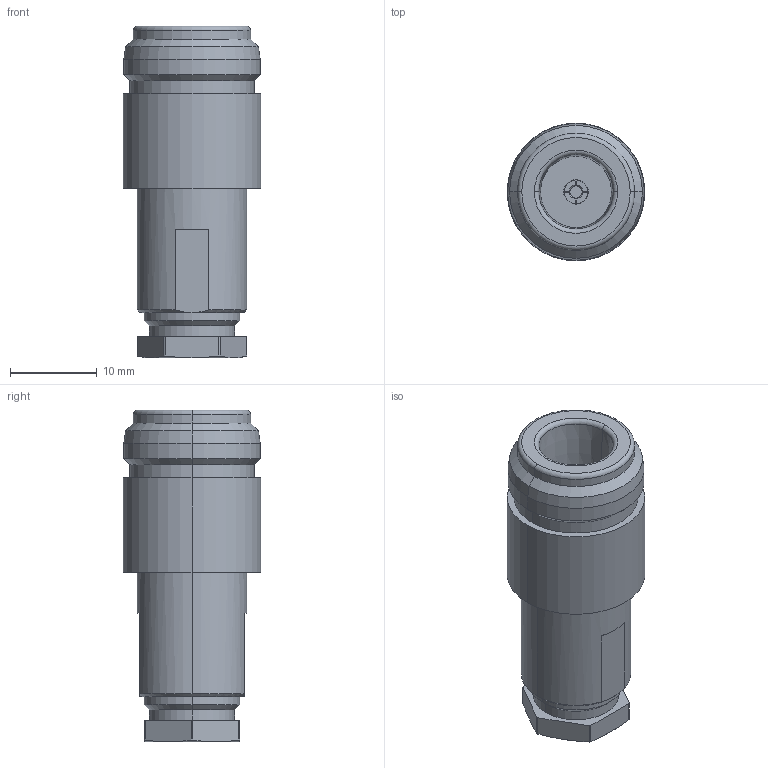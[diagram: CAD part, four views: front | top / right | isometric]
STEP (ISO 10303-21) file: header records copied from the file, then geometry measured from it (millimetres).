
FILE_DESCRIPTION (( 'STEP AP214' ), '1' );
FILE_NAME ('J01021H0080.STEP', '2018-11-21T09:58:28', ( '' ), ( '' ), 'SwSTEP 2.0', 'SolidWorks 2017', '' );
FILE_SCHEMA (( 'AUTOMOTIVE_DESIGN' ));
Length unit declared in the file: millimetre
Products named in the file (1): J01021H0080
Bounding box: 15.85 x 15.85 x 38.22 mm (x, y, z)
Volume: 5382.1 mm3; surface area: 2308.8 mm2
Topology: 1 solids, 1 shells, 91 faces, 207 edges, 128 vertices
Faces by surface type: cylinder 31, plane 30, cone 24, torus 6
Entity records: 3600 total; most frequent: CARTESIAN_POINT 535, DIRECTION 449, ORIENTED_EDGE 414, EDGE_CURVE 207, AXIS2_PLACEMENT_3D 182, VERTEX_POINT 128, EDGE_LOOP 101, UNCERTAINTY_MEASURE_WITH_UNIT 92
